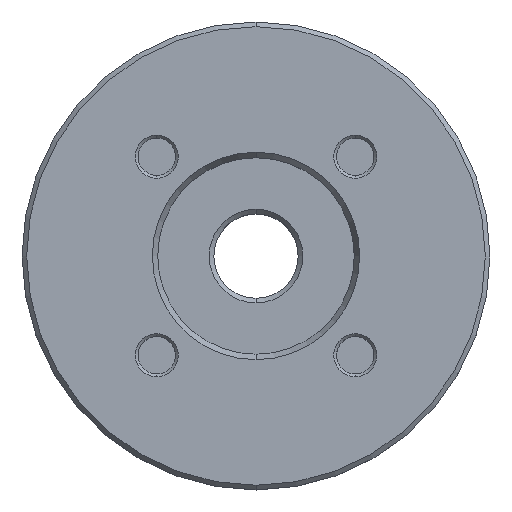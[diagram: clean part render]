
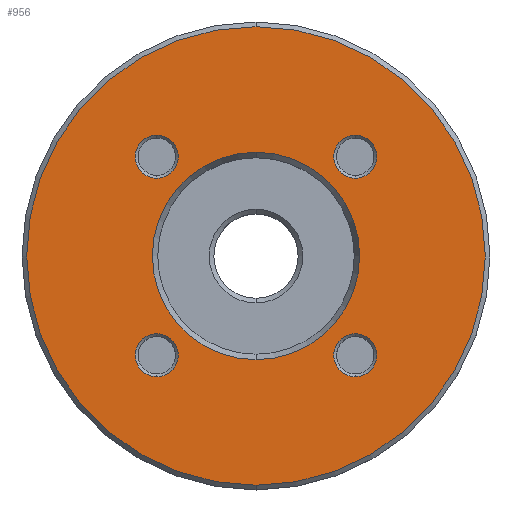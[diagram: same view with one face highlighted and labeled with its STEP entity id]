
A CAD part, top view. The second image highlights one B-rep face of the part: STEP entity #956.
In plain terms, the highlighted planar face has unit normal (0, 0, 1).
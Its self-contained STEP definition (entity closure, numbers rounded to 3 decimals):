
#7 = CARTESIAN_POINT ( 'NONE',  ( 0., 0., 43. ) ) ;
#9 = DIRECTION ( 'NONE',  ( 0., -1., 0. ) ) ;
#12 = DIRECTION ( 'NONE',  ( 0., -1., 0. ) ) ;
#16 = CARTESIAN_POINT ( 'NONE',  ( 0., -49., 43. ) ) ;
#32 = VERTEX_POINT ( 'NONE', #125 ) ;
#35 = ORIENTED_EDGE ( 'NONE', *, *, #1448, .T. ) ;
#43 = EDGE_CURVE ( 'NONE', #911, #895, #592, .T. ) ;
#49 = ORIENTED_EDGE ( 'NONE', *, *, #1031, .F. ) ;
#67 = AXIS2_PLACEMENT_3D ( 'NONE', #1078, #115, #9 ) ;
#70 = CARTESIAN_POINT ( 'NONE',  ( 0., 0., 43. ) ) ;
#77 = DIRECTION ( 'NONE',  ( 0., -1., 0. ) ) ;
#110 = DIRECTION ( 'NONE',  ( 0., 0., 1. ) ) ;
#115 = DIRECTION ( 'NONE',  ( 0., 0., -1. ) ) ;
#125 = CARTESIAN_POINT ( 'NONE',  ( 21.213, -16.613, 43. ) ) ;
#133 = AXIS2_PLACEMENT_3D ( 'NONE', #1121, #1112, #12 ) ;
#139 = EDGE_LOOP ( 'NONE', ( #554, #1017 ) ) ;
#179 = CIRCLE ( 'NONE', #780, 4.6 ) ;
#183 = EDGE_CURVE ( 'NONE', #32, #1370, #1234, .T. ) ;
#184 = CARTESIAN_POINT ( 'NONE',  ( 21.213, 21.213, 43. ) ) ;
#188 = DIRECTION ( 'NONE',  ( 0., -1., 0. ) ) ;
#208 = EDGE_CURVE ( 'NONE', #570, #460, #1397, .T. ) ;
#221 = DIRECTION ( 'NONE',  ( 0., 0., 1. ) ) ;
#228 = DIRECTION ( 'NONE',  ( 0., 0., 1. ) ) ;
#234 = EDGE_CURVE ( 'NONE', #895, #911, #284, .T. ) ;
#284 = CIRCLE ( 'NONE', #711, 4.6 ) ;
#298 = VERTEX_POINT ( 'NONE', #1099 ) ;
#315 = CIRCLE ( 'NONE', #1334, 49. ) ;
#335 = AXIS2_PLACEMENT_3D ( 'NONE', #184, #628, #77 ) ;
#362 = DIRECTION ( 'NONE',  ( 0., -1., 0. ) ) ;
#389 = EDGE_LOOP ( 'NONE', ( #1057, #940 ) ) ;
#401 = VERTEX_POINT ( 'NONE', #16 ) ;
#410 = FACE_OUTER_BOUND ( 'NONE', #461, .T. ) ;
#411 = EDGE_CURVE ( 'NONE', #1370, #32, #1308, .T. ) ;
#431 = CARTESIAN_POINT ( 'NONE',  ( 0., 22.155, 43. ) ) ;
#437 = DIRECTION ( 'NONE',  ( 0., -1., 0. ) ) ;
#460 = VERTEX_POINT ( 'NONE', #1452 ) ;
#461 = EDGE_LOOP ( 'NONE', ( #35, #1229 ) ) ;
#498 = CIRCLE ( 'NONE', #133, 4.6 ) ;
#504 = DIRECTION ( 'NONE',  ( 0., -1., 0. ) ) ;
#521 = AXIS2_PLACEMENT_3D ( 'NONE', #983, #869, #648 ) ;
#530 = DIRECTION ( 'NONE',  ( 0., -1., 0. ) ) ;
#547 = DIRECTION ( 'NONE',  ( 0., -1., 0. ) ) ;
#552 = EDGE_LOOP ( 'NONE', ( #828, #796 ) ) ;
#554 = ORIENTED_EDGE ( 'NONE', *, *, #411, .F. ) ;
#557 = CARTESIAN_POINT ( 'NONE',  ( 0., 0., 43. ) ) ;
#563 = DIRECTION ( 'NONE',  ( 0., 0., 1. ) ) ;
#570 = VERTEX_POINT ( 'NONE', #1332 ) ;
#592 = CIRCLE ( 'NONE', #919, 4.6 ) ;
#620 = ORIENTED_EDGE ( 'NONE', *, *, #883, .T. ) ;
#628 = DIRECTION ( 'NONE',  ( 0., 0., 1. ) ) ;
#634 = FACE_BOUND ( 'NONE', #552, .T. ) ;
#648 = DIRECTION ( 'NONE',  ( 0., -1., 0. ) ) ;
#665 = CARTESIAN_POINT ( 'NONE',  ( 21.213, 16.613, 43. ) ) ;
#672 = EDGE_CURVE ( 'NONE', #460, #570, #179, .T. ) ;
#673 = VERTEX_POINT ( 'NONE', #887 ) ;
#711 = AXIS2_PLACEMENT_3D ( 'NONE', #1446, #1196, #530 ) ;
#715 = AXIS2_PLACEMENT_3D ( 'NONE', #70, #819, #504 ) ;
#718 = EDGE_CURVE ( 'NONE', #979, #673, #498, .T. ) ;
#765 = DIRECTION ( 'NONE',  ( 0., 0., 1. ) ) ;
#780 = AXIS2_PLACEMENT_3D ( 'NONE', #1009, #110, #806 ) ;
#782 = CIRCLE ( 'NONE', #715, 22.155 ) ;
#796 = ORIENTED_EDGE ( 'NONE', *, *, #234, .F. ) ;
#804 = AXIS2_PLACEMENT_3D ( 'NONE', #557, #228, #188 ) ;
#806 = DIRECTION ( 'NONE',  ( 0., -1., 0. ) ) ;
#819 = DIRECTION ( 'NONE',  ( 0., 0., -1. ) ) ;
#824 = DIRECTION ( 'NONE',  ( 0., -1., 0. ) ) ;
#828 = ORIENTED_EDGE ( 'NONE', *, *, #43, .F. ) ;
#840 = DIRECTION ( 'NONE',  ( 0., -1., 0. ) ) ;
#842 = FACE_BOUND ( 'NONE', #389, .T. ) ;
#869 = DIRECTION ( 'NONE',  ( 0., 0., 1. ) ) ;
#871 = AXIS2_PLACEMENT_3D ( 'NONE', #937, #1392, #840 ) ;
#873 = AXIS2_PLACEMENT_3D ( 'NONE', #1361, #221, #362 ) ;
#883 = EDGE_CURVE ( 'NONE', #298, #1431, #782, .T. ) ;
#887 = CARTESIAN_POINT ( 'NONE',  ( 21.213, 25.813, 43. ) ) ;
#890 = FACE_BOUND ( 'NONE', #1054, .T. ) ;
#895 = VERTEX_POINT ( 'NONE', #933 ) ;
#911 = VERTEX_POINT ( 'NONE', #1152 ) ;
#915 = CARTESIAN_POINT ( 'NONE',  ( -21.213, 21.213, 43. ) ) ;
#919 = AXIS2_PLACEMENT_3D ( 'NONE', #915, #1388, #824 ) ;
#920 = EDGE_CURVE ( 'NONE', #401, #1030, #924, .T. ) ;
#924 = CIRCLE ( 'NONE', #804, 49. ) ;
#933 = CARTESIAN_POINT ( 'NONE',  ( -21.213, 25.813, 43. ) ) ;
#937 = CARTESIAN_POINT ( 'NONE',  ( 21.213, -21.213, 43. ) ) ;
#940 = ORIENTED_EDGE ( 'NONE', *, *, #208, .F. ) ;
#956 = ADVANCED_FACE ( 'NONE', ( #890, #410, #634, #842, #998, #1305 ), #1422, .T. ) ;
#979 = VERTEX_POINT ( 'NONE', #665 ) ;
#983 = CARTESIAN_POINT ( 'NONE',  ( -21.213, -21.213, 43. ) ) ;
#998 = FACE_BOUND ( 'NONE', #139, .T. ) ;
#1009 = CARTESIAN_POINT ( 'NONE',  ( -21.213, -21.213, 43. ) ) ;
#1013 = EDGE_CURVE ( 'NONE', #1431, #298, #1286, .T. ) ;
#1017 = ORIENTED_EDGE ( 'NONE', *, *, #183, .F. ) ;
#1030 = VERTEX_POINT ( 'NONE', #1189 ) ;
#1031 = EDGE_CURVE ( 'NONE', #673, #979, #1433, .T. ) ;
#1054 = EDGE_LOOP ( 'NONE', ( #620, #1240 ) ) ;
#1057 = ORIENTED_EDGE ( 'NONE', *, *, #672, .F. ) ;
#1078 = CARTESIAN_POINT ( 'NONE',  ( 0., 0., 43. ) ) ;
#1084 = CARTESIAN_POINT ( 'NONE',  ( 0., 0., 43. ) ) ;
#1099 = CARTESIAN_POINT ( 'NONE',  ( 0., -22.155, 43. ) ) ;
#1112 = DIRECTION ( 'NONE',  ( 0., 0., 1. ) ) ;
#1121 = CARTESIAN_POINT ( 'NONE',  ( 21.213, 21.213, 43. ) ) ;
#1152 = CARTESIAN_POINT ( 'NONE',  ( -21.213, 16.613, 43. ) ) ;
#1189 = CARTESIAN_POINT ( 'NONE',  ( 0., 49., 43. ) ) ;
#1196 = DIRECTION ( 'NONE',  ( 0., 0., 1. ) ) ;
#1229 = ORIENTED_EDGE ( 'NONE', *, *, #920, .T. ) ;
#1234 = CIRCLE ( 'NONE', #871, 4.6 ) ;
#1240 = ORIENTED_EDGE ( 'NONE', *, *, #1013, .T. ) ;
#1268 = EDGE_LOOP ( 'NONE', ( #1447, #49 ) ) ;
#1286 = CIRCLE ( 'NONE', #67, 22.155 ) ;
#1305 = FACE_BOUND ( 'NONE', #1268, .T. ) ;
#1308 = CIRCLE ( 'NONE', #873, 4.6 ) ;
#1313 = AXIS2_PLACEMENT_3D ( 'NONE', #1084, #563, #547 ) ;
#1332 = CARTESIAN_POINT ( 'NONE',  ( -21.213, -16.613, 43. ) ) ;
#1334 = AXIS2_PLACEMENT_3D ( 'NONE', #7, #765, #437 ) ;
#1340 = CARTESIAN_POINT ( 'NONE',  ( 21.213, -25.813, 43. ) ) ;
#1361 = CARTESIAN_POINT ( 'NONE',  ( 21.213, -21.213, 43. ) ) ;
#1370 = VERTEX_POINT ( 'NONE', #1340 ) ;
#1388 = DIRECTION ( 'NONE',  ( 0., 0., 1. ) ) ;
#1392 = DIRECTION ( 'NONE',  ( 0., 0., 1. ) ) ;
#1397 = CIRCLE ( 'NONE', #521, 4.6 ) ;
#1422 = PLANE ( 'NONE',  #1313 ) ;
#1431 = VERTEX_POINT ( 'NONE', #431 ) ;
#1433 = CIRCLE ( 'NONE', #335, 4.6 ) ;
#1446 = CARTESIAN_POINT ( 'NONE',  ( -21.213, 21.213, 43. ) ) ;
#1447 = ORIENTED_EDGE ( 'NONE', *, *, #718, .F. ) ;
#1448 = EDGE_CURVE ( 'NONE', #1030, #401, #315, .T. ) ;
#1452 = CARTESIAN_POINT ( 'NONE',  ( -21.213, -25.813, 43. ) ) ;
